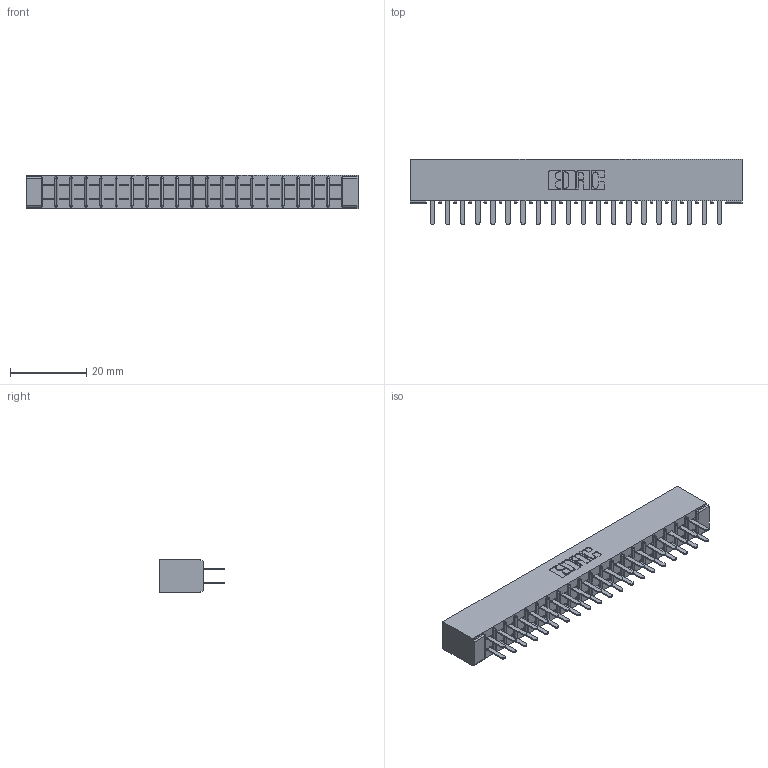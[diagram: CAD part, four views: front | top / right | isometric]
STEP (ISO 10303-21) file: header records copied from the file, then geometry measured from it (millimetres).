
FILE_DESCRIPTION (( 'STEP AP203' ), '1' );
FILE_NAME ('305-040-520-501.STEP', '2019-09-09T18:55:07', ( '' ), ( '' ), 'SwSTEP 2.0', 'SolidWorks 2016', '' );
FILE_SCHEMA (( 'CONFIG_CONTROL_DESIGN' ));
Length unit declared in the file: inch
Products named in the file (3): 305-040-520-501; 305 Part_No Mounting; 305-290-001_520
Assembly tree (41 placements, depth 2):
  305-040-520-501
    305 Part_No Mounting
    305-290-001_520  x40
Bounding box: 87.12 x 17.09 x 8.71 mm (x, y, z)
Volume: 5373.7 mm3; surface area: 11252.6 mm2
Topology: 41 solids, 41 shells, 1948 faces, 5552 edges, 3592 vertices
Faces by surface type: plane 1144, cylinder 724, sphere 80
Entity records: 23935 total; most frequent: CARTESIAN_POINT 3958, ORIENTED_EDGE 3924, DIRECTION 3844, EDGE_CURVE 1962, LINE 1568, VECTOR 1568, VERTEX_POINT 1252, AXIS2_PLACEMENT_3D 1138
